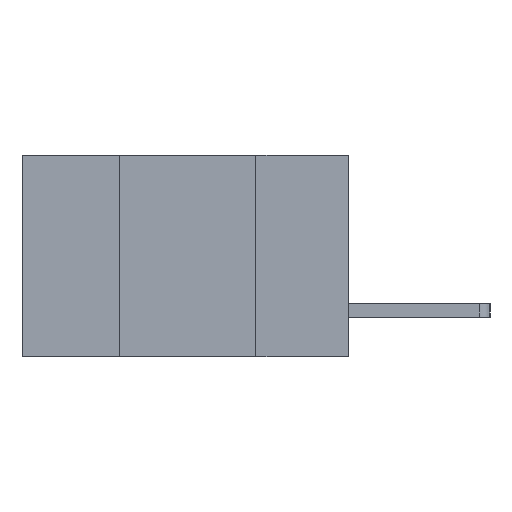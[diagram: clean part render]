
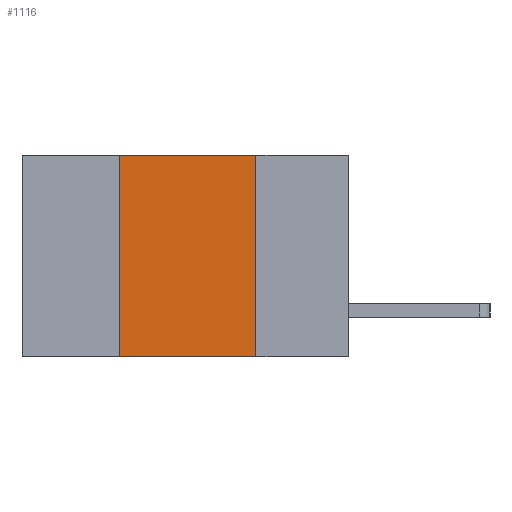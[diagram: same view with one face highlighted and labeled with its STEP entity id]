
A CAD part, left-side view. The second image highlights one B-rep face of the part: STEP entity #1116.
In plain terms, the highlighted planar face has unit normal (-1, 0, 0).
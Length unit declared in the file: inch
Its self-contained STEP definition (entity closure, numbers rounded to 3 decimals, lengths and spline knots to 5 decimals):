
#82 = VECTOR ( 'NONE', #2945, 39.37008 ) ;
#332 = LINE ( 'NONE', #6349, #10214 ) ;
#516 = VERTEX_POINT ( 'NONE', #7354 ) ;
#660 = ORIENTED_EDGE ( 'NONE', *, *, #1223, .F. ) ;
#1116 = ADVANCED_FACE ( 'NONE', ( #1674 ), #6880, .F. ) ;
#1223 = EDGE_CURVE ( 'NONE', #4359, #4747, #8908, .T. ) ;
#1674 = FACE_OUTER_BOUND ( 'NONE', #7709, .T. ) ;
#1719 = CARTESIAN_POINT ( 'NONE',  ( 0., 0.42, 0. ) ) ;
#2494 = DIRECTION ( 'NONE',  ( 0., 0., 1. ) ) ;
#2945 = DIRECTION ( 'NONE',  ( 0., -1., 0. ) ) ;
#3041 = VECTOR ( 'NONE', #5353, 39.37008 ) ;
#3058 = VECTOR ( 'NONE', #2494, 39.37008 ) ;
#3279 = CARTESIAN_POINT ( 'NONE',  ( 0., 0.42, 0. ) ) ;
#3446 = DIRECTION ( 'NONE',  ( 0., 0., -1. ) ) ;
#4359 = VERTEX_POINT ( 'NONE', #1719 ) ;
#4741 = CARTESIAN_POINT ( 'NONE',  ( 0., 0.6, -0.37 ) ) ;
#4747 = VERTEX_POINT ( 'NONE', #10339 ) ;
#5047 = ORIENTED_EDGE ( 'NONE', *, *, #5243, .T. ) ;
#5179 = LINE ( 'NONE', #3279, #3058 ) ;
#5243 = EDGE_CURVE ( 'NONE', #6076, #516, #8601, .T. ) ;
#5353 = DIRECTION ( 'NONE',  ( 0., -1., 0. ) ) ;
#5473 = CARTESIAN_POINT ( 'NONE',  ( 0., 0.42, -0.37 ) ) ;
#5698 = EDGE_CURVE ( 'NONE', #4747, #516, #332, .T. ) ;
#6076 = VERTEX_POINT ( 'NONE', #5473 ) ;
#6349 = CARTESIAN_POINT ( 'NONE',  ( 0., 0.17, 0. ) ) ;
#6642 = ORIENTED_EDGE ( 'NONE', *, *, #5698, .F. ) ;
#6690 = EDGE_CURVE ( 'NONE', #6076, #4359, #5179, .T. ) ;
#6859 = DIRECTION ( 'NONE',  ( 0., 0., -1. ) ) ;
#6880 = PLANE ( 'NONE',  #9253 ) ;
#7354 = CARTESIAN_POINT ( 'NONE',  ( 0., 0.17, -0.37 ) ) ;
#7709 = EDGE_LOOP ( 'NONE', ( #6642, #660, #9329, #5047 ) ) ;
#8351 = CARTESIAN_POINT ( 'NONE',  ( 0., 0.6, 0. ) ) ;
#8601 = LINE ( 'NONE', #4741, #82 ) ;
#8908 = LINE ( 'NONE', #9672, #3041 ) ;
#9253 = AXIS2_PLACEMENT_3D ( 'NONE', #8351, #10057, #6859 ) ;
#9329 = ORIENTED_EDGE ( 'NONE', *, *, #6690, .F. ) ;
#9672 = CARTESIAN_POINT ( 'NONE',  ( 0., 0.6, 0. ) ) ;
#10057 = DIRECTION ( 'NONE',  ( 1., 0., 0. ) ) ;
#10214 = VECTOR ( 'NONE', #3446, 39.37008 ) ;
#10339 = CARTESIAN_POINT ( 'NONE',  ( 0., 0.17, 0. ) ) ;
